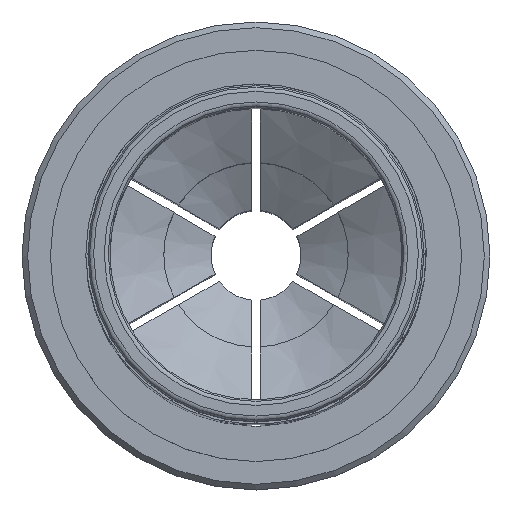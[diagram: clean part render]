
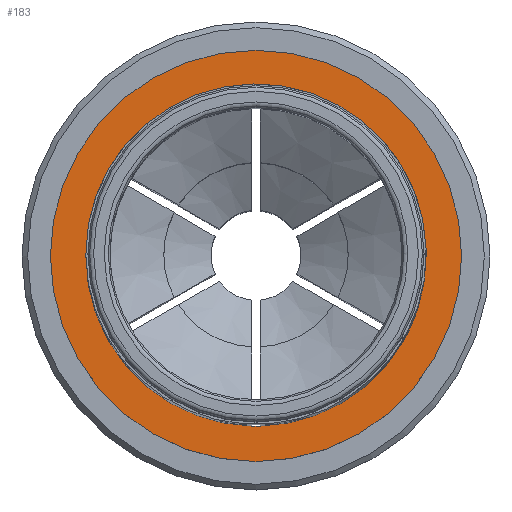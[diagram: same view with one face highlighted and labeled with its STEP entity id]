
A CAD part, top view. The second image highlights one B-rep face of the part: STEP entity #183.
In plain terms, the highlighted planar face has unit normal (0, 0, 1).
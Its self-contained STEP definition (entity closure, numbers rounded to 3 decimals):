
#183=ADVANCED_FACE('',(#488,#489),#247,.F.);
#247=PLANE('',#1460);
#286=LINE('',#1963,#394);
#287=LINE('',#1968,#395);
#288=LINE('',#1970,#396);
#289=LINE('',#1972,#397);
#290=LINE('',#1976,#398);
#291=LINE('',#1978,#399);
#292=LINE('',#1980,#400);
#293=LINE('',#1984,#401);
#294=LINE('',#1986,#402);
#295=LINE('',#1988,#403);
#296=LINE('',#1992,#404);
#297=LINE('',#1994,#405);
#298=LINE('',#1996,#406);
#299=LINE('',#2000,#407);
#300=LINE('',#2002,#408);
#301=LINE('',#2004,#409);
#302=LINE('',#2008,#410);
#303=LINE('',#2010,#411);
#394=VECTOR('',#1604,1.);
#395=VECTOR('',#1607,1.);
#396=VECTOR('',#1608,1.);
#397=VECTOR('',#1609,1.);
#398=VECTOR('',#1612,1.);
#399=VECTOR('',#1613,1.);
#400=VECTOR('',#1614,1.);
#401=VECTOR('',#1617,1.);
#402=VECTOR('',#1618,1.);
#403=VECTOR('',#1619,1.);
#404=VECTOR('',#1622,1.);
#405=VECTOR('',#1623,1.);
#406=VECTOR('',#1624,1.);
#407=VECTOR('',#1627,1.);
#408=VECTOR('',#1628,1.);
#409=VECTOR('',#1629,1.);
#410=VECTOR('',#1632,1.);
#411=VECTOR('',#1633,1.);
#488=FACE_BOUND('',#520,.T.);
#489=FACE_BOUND('',#521,.T.);
#520=EDGE_LOOP('',(#623,#624,#625,#626,#627,#628,#629,#630,#631,#632,#633,
#634,#635,#636,#637,#638,#639,#640,#641,#642,#643,#644,#645,#646));
#521=EDGE_LOOP('',(#647));
#623=ORIENTED_EDGE('',*,*,#1181,.T.);
#624=ORIENTED_EDGE('',*,*,#1182,.F.);
#625=ORIENTED_EDGE('',*,*,#1183,.T.);
#626=ORIENTED_EDGE('',*,*,#1184,.T.);
#627=ORIENTED_EDGE('',*,*,#1185,.T.);
#628=ORIENTED_EDGE('',*,*,#1186,.F.);
#629=ORIENTED_EDGE('',*,*,#1187,.F.);
#630=ORIENTED_EDGE('',*,*,#1188,.F.);
#631=ORIENTED_EDGE('',*,*,#1189,.F.);
#632=ORIENTED_EDGE('',*,*,#1190,.F.);
#633=ORIENTED_EDGE('',*,*,#1191,.T.);
#634=ORIENTED_EDGE('',*,*,#1192,.T.);
#635=ORIENTED_EDGE('',*,*,#1193,.T.);
#636=ORIENTED_EDGE('',*,*,#1194,.F.);
#637=ORIENTED_EDGE('',*,*,#1195,.T.);
#638=ORIENTED_EDGE('',*,*,#1196,.T.);
#639=ORIENTED_EDGE('',*,*,#1197,.T.);
#640=ORIENTED_EDGE('',*,*,#1198,.F.);
#641=ORIENTED_EDGE('',*,*,#1199,.F.);
#642=ORIENTED_EDGE('',*,*,#1200,.F.);
#643=ORIENTED_EDGE('',*,*,#1201,.F.);
#644=ORIENTED_EDGE('',*,*,#1202,.F.);
#645=ORIENTED_EDGE('',*,*,#1203,.T.);
#646=ORIENTED_EDGE('',*,*,#1204,.T.);
#647=ORIENTED_EDGE('',*,*,#1205,.T.);
#1035=VERTEX_POINT('',#1964);
#1036=VERTEX_POINT('',#1965);
#1037=VERTEX_POINT('',#1967);
#1038=VERTEX_POINT('',#1969);
#1039=VERTEX_POINT('',#1971);
#1040=VERTEX_POINT('',#1973);
#1041=VERTEX_POINT('',#1975);
#1042=VERTEX_POINT('',#1977);
#1043=VERTEX_POINT('',#1979);
#1044=VERTEX_POINT('',#1981);
#1045=VERTEX_POINT('',#1983);
#1046=VERTEX_POINT('',#1985);
#1047=VERTEX_POINT('',#1987);
#1048=VERTEX_POINT('',#1989);
#1049=VERTEX_POINT('',#1991);
#1050=VERTEX_POINT('',#1993);
#1051=VERTEX_POINT('',#1995);
#1052=VERTEX_POINT('',#1997);
#1053=VERTEX_POINT('',#1999);
#1054=VERTEX_POINT('',#2001);
#1055=VERTEX_POINT('',#2003);
#1056=VERTEX_POINT('',#2005);
#1057=VERTEX_POINT('',#2007);
#1058=VERTEX_POINT('',#2009);
#1059=VERTEX_POINT('',#2012);
#1181=EDGE_CURVE('',#1035,#1036,#286,.T.);
#1182=EDGE_CURVE('',#1037,#1036,#1369,.T.);
#1183=EDGE_CURVE('',#1037,#1038,#287,.T.);
#1184=EDGE_CURVE('',#1038,#1039,#288,.T.);
#1185=EDGE_CURVE('',#1039,#1040,#289,.T.);
#1186=EDGE_CURVE('',#1041,#1040,#1370,.T.);
#1187=EDGE_CURVE('',#1042,#1041,#290,.T.);
#1188=EDGE_CURVE('',#1043,#1042,#291,.T.);
#1189=EDGE_CURVE('',#1044,#1043,#292,.T.);
#1190=EDGE_CURVE('',#1045,#1044,#1371,.T.);
#1191=EDGE_CURVE('',#1045,#1046,#293,.T.);
#1192=EDGE_CURVE('',#1046,#1047,#294,.T.);
#1193=EDGE_CURVE('',#1047,#1048,#295,.T.);
#1194=EDGE_CURVE('',#1049,#1048,#1372,.T.);
#1195=EDGE_CURVE('',#1049,#1050,#296,.T.);
#1196=EDGE_CURVE('',#1050,#1051,#297,.T.);
#1197=EDGE_CURVE('',#1051,#1052,#298,.T.);
#1198=EDGE_CURVE('',#1053,#1052,#1373,.T.);
#1199=EDGE_CURVE('',#1054,#1053,#299,.T.);
#1200=EDGE_CURVE('',#1055,#1054,#300,.T.);
#1201=EDGE_CURVE('',#1056,#1055,#301,.T.);
#1202=EDGE_CURVE('',#1057,#1056,#1374,.T.);
#1203=EDGE_CURVE('',#1057,#1058,#302,.T.);
#1204=EDGE_CURVE('',#1058,#1035,#303,.T.);
#1205=EDGE_CURVE('',#1059,#1059,#1375,.T.);
#1369=CIRCLE('',#1453,6.);
#1370=CIRCLE('',#1454,6.);
#1371=CIRCLE('',#1455,6.);
#1372=CIRCLE('',#1456,6.);
#1373=CIRCLE('',#1457,6.);
#1374=CIRCLE('',#1458,6.);
#1375=CIRCLE('',#1459,7.25);
#1453=AXIS2_PLACEMENT_3D('',#1966,#1605,#1606);
#1454=AXIS2_PLACEMENT_3D('',#1974,#1610,#1611);
#1455=AXIS2_PLACEMENT_3D('',#1982,#1615,#1616);
#1456=AXIS2_PLACEMENT_3D('',#1990,#1620,#1621);
#1457=AXIS2_PLACEMENT_3D('',#1998,#1625,#1626);
#1458=AXIS2_PLACEMENT_3D('',#2006,#1630,#1631);
#1459=AXIS2_PLACEMENT_3D('',#2011,#1634,#1635);
#1460=AXIS2_PLACEMENT_3D('',#2013,#1636,#1637);
#1604=DIRECTION('',(-0.866,-0.5,0.));
#1605=DIRECTION('',(0.,0.,1.));
#1606=DIRECTION('',(-1.,0.,0.));
#1607=DIRECTION('',(0.866,-0.5,0.));
#1608=DIRECTION('',(-0.5,-0.866,0.));
#1609=DIRECTION('',(-0.866,0.5,0.));
#1610=DIRECTION('',(0.,0.,1.));
#1611=DIRECTION('',(-1.,0.,0.));
#1612=DIRECTION('',(0.,1.,0.));
#1613=DIRECTION('',(1.,0.,0.));
#1614=DIRECTION('',(0.,-1.,0.));
#1615=DIRECTION('',(0.,0.,1.));
#1616=DIRECTION('',(-1.,0.,0.));
#1617=DIRECTION('',(-0.866,-0.5,0.));
#1618=DIRECTION('',(-0.5,0.866,0.));
#1619=DIRECTION('',(0.866,0.5,0.));
#1620=DIRECTION('',(0.,0.,1.));
#1621=DIRECTION('',(-1.,0.,0.));
#1622=DIRECTION('',(-0.866,0.5,0.));
#1623=DIRECTION('',(0.5,0.866,0.));
#1624=DIRECTION('',(0.866,-0.5,0.));
#1625=DIRECTION('',(0.,0.,1.));
#1626=DIRECTION('',(-1.,0.,0.));
#1627=DIRECTION('',(0.,-1.,0.));
#1628=DIRECTION('',(-1.,0.,0.));
#1629=DIRECTION('',(0.,1.,0.));
#1630=DIRECTION('',(0.,0.,1.));
#1631=DIRECTION('',(-1.,0.,0.));
#1632=DIRECTION('',(0.866,0.5,0.));
#1633=DIRECTION('',(0.5,-0.866,0.));
#1634=DIRECTION('',(0.,0.,1.));
#1635=DIRECTION('',(-1.,0.,0.));
#1636=DIRECTION('',(0.,0.,-1.));
#1637=DIRECTION('',(1.,0.,0.));
#1963=CARTESIAN_POINT('',(5.271,2.87,0.));
#1964=CARTESIAN_POINT('',(5.271,2.87,0.));
#1965=CARTESIAN_POINT('',(5.27,2.869,0.));
#1966=CARTESIAN_POINT('',(0.,0.,0.));
#1967=CARTESIAN_POINT('',(5.27,-2.869,0.));
#1968=CARTESIAN_POINT('',(4.966,-2.694,0.));
#1969=CARTESIAN_POINT('',(5.271,-2.87,0.));
#1970=CARTESIAN_POINT('',(5.271,-2.87,0.));
#1971=CARTESIAN_POINT('',(5.121,-3.13,0.));
#1972=CARTESIAN_POINT('',(5.121,-3.13,0.));
#1973=CARTESIAN_POINT('',(5.12,-3.129,0.));
#1974=CARTESIAN_POINT('',(0.,0.,0.));
#1975=CARTESIAN_POINT('',(0.15,-5.998,0.));
#1976=CARTESIAN_POINT('',(0.15,-6.,0.));
#1977=CARTESIAN_POINT('',(0.15,-6.,0.));
#1978=CARTESIAN_POINT('',(-0.15,-6.,0.));
#1979=CARTESIAN_POINT('',(-0.15,-6.,0.));
#1980=CARTESIAN_POINT('',(-0.15,-5.648,0.));
#1981=CARTESIAN_POINT('',(-0.15,-5.998,0.));
#1982=CARTESIAN_POINT('',(0.,0.,0.));
#1983=CARTESIAN_POINT('',(-5.12,-3.129,0.));
#1984=CARTESIAN_POINT('',(-4.816,-2.954,0.));
#1985=CARTESIAN_POINT('',(-5.121,-3.13,0.));
#1986=CARTESIAN_POINT('',(-5.121,-3.13,0.));
#1987=CARTESIAN_POINT('',(-5.271,-2.87,0.));
#1988=CARTESIAN_POINT('',(-5.271,-2.87,0.));
#1989=CARTESIAN_POINT('',(-5.27,-2.869,0.));
#1990=CARTESIAN_POINT('',(0.,0.,0.));
#1991=CARTESIAN_POINT('',(-5.27,2.869,0.));
#1992=CARTESIAN_POINT('',(-4.966,2.694,0.));
#1993=CARTESIAN_POINT('',(-5.271,2.87,0.));
#1994=CARTESIAN_POINT('',(-5.271,2.87,0.));
#1995=CARTESIAN_POINT('',(-5.121,3.13,0.));
#1996=CARTESIAN_POINT('',(-5.121,3.13,0.));
#1997=CARTESIAN_POINT('',(-5.12,3.129,0.));
#1998=CARTESIAN_POINT('',(0.,0.,0.));
#1999=CARTESIAN_POINT('',(-0.15,5.998,0.));
#2000=CARTESIAN_POINT('',(-0.15,6.,0.));
#2001=CARTESIAN_POINT('',(-0.15,6.,0.));
#2002=CARTESIAN_POINT('',(0.15,6.,0.));
#2003=CARTESIAN_POINT('',(0.15,6.,0.));
#2004=CARTESIAN_POINT('',(0.15,5.648,0.));
#2005=CARTESIAN_POINT('',(0.15,5.998,0.));
#2006=CARTESIAN_POINT('',(0.,0.,0.));
#2007=CARTESIAN_POINT('',(5.12,3.129,0.));
#2008=CARTESIAN_POINT('',(4.816,2.954,0.));
#2009=CARTESIAN_POINT('',(5.121,3.13,0.));
#2010=CARTESIAN_POINT('',(5.121,3.13,0.));
#2011=CARTESIAN_POINT('',(0.,0.,0.));
#2012=CARTESIAN_POINT('',(-7.25,0.,0.));
#2013=CARTESIAN_POINT('',(0.,5.65,0.));
